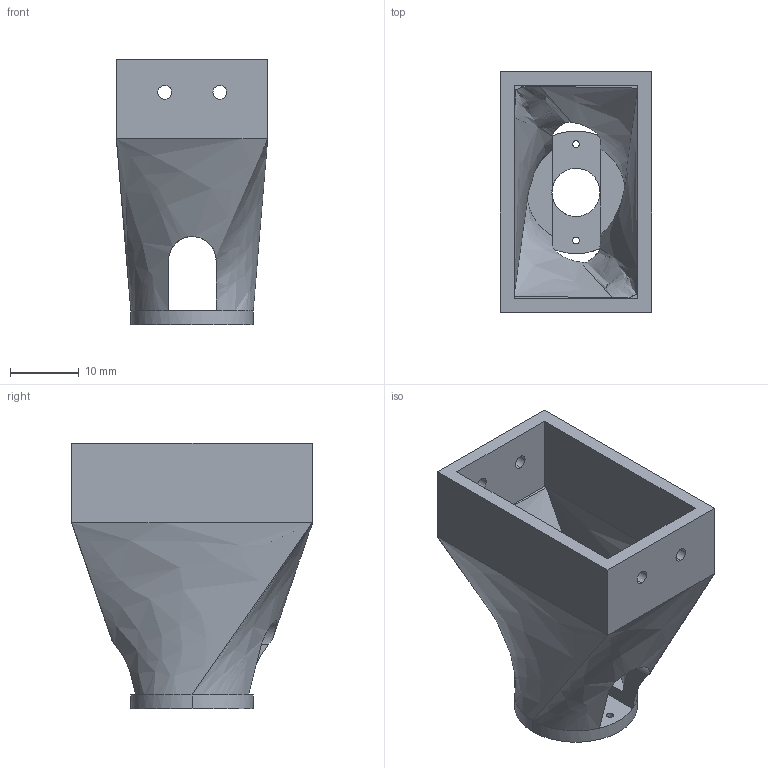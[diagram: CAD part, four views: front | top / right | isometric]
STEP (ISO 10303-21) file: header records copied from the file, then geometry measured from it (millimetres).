
FILE_DESCRIPTION (( 'STEP AP203' ), '1' );
FILE_NAME ('neck_2.sldasm-Part-1_默认_sldprt.STEP', '2018-02-03T08:02:33', ( '' ), ( '' ), 'SwSTEP 2.0', 'SolidWorks 2014', '' );
FILE_SCHEMA (( 'CONFIG_CONTROL_DESIGN' ));
Length unit declared in the file: millimetre
Products named in the file (1): neck_2.sldasm-Part-1_默认_sldprt
Bounding box: 22 x 35 x 38.58 mm (x, y, z)
Volume: 6506.1 mm3; surface area: 6783.4 mm2
Topology: 1 solids, 1 shells, 50 faces, 164 edges, 113 vertices
Faces by surface type: plane 22, cylinder 20, bspline 8
Entity records: 9760 total; most frequent: CARTESIAN_POINT 8329, ORIENTED_EDGE 328, DIRECTION 214, EDGE_CURVE 164, VERTEX_POINT 113, AXIS2_PLACEMENT_3D 77, B_SPLINE_CURVE_WITH_KNOTS 70, EDGE_LOOP 65
